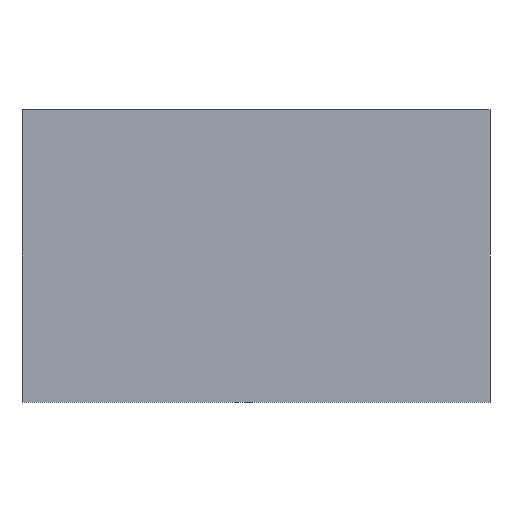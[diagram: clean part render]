
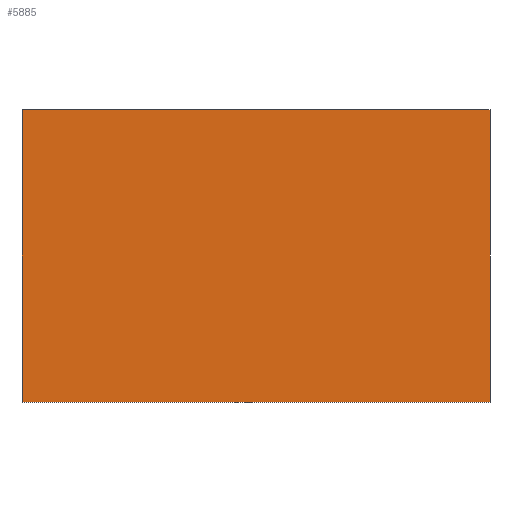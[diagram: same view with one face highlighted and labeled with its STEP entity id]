
A CAD part, front view. The second image highlights one B-rep face of the part: STEP entity #5885.
In plain terms, the highlighted face is planar.
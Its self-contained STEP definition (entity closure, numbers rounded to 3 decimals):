
#547=PLANE('',#6689);
#861=FACE_OUTER_BOUND('',#1276,.T.);
#1276=EDGE_LOOP('',(#5416,#5417,#5418,#5419));
#1850=LINE('',#10407,#2427);
#1851=LINE('',#10409,#2428);
#1852=LINE('',#10411,#2429);
#1853=LINE('',#10412,#2430);
#2427=VECTOR('',#8285,10.);
#2428=VECTOR('',#8286,10.);
#2429=VECTOR('',#8287,10.);
#2430=VECTOR('',#8288,10.);
#3107=VERTEX_POINT('',#10405);
#3108=VERTEX_POINT('',#10406);
#3109=VERTEX_POINT('',#10408);
#3110=VERTEX_POINT('',#10410);
#3878=EDGE_CURVE('',#3107,#3108,#1850,.T.);
#3879=EDGE_CURVE('',#3109,#3107,#1851,.T.);
#3880=EDGE_CURVE('',#3110,#3109,#1852,.T.);
#3881=EDGE_CURVE('',#3108,#3110,#1853,.T.);
#5416=ORIENTED_EDGE('',*,*,#3878,.F.);
#5417=ORIENTED_EDGE('',*,*,#3879,.F.);
#5418=ORIENTED_EDGE('',*,*,#3880,.F.);
#5419=ORIENTED_EDGE('',*,*,#3881,.F.);
#5885=ADVANCED_FACE('',(#861),#547,.T.);
#6689=AXIS2_PLACEMENT_3D('',#10404,#8283,#8284);
#8283=DIRECTION('center_axis',(0.,0.,-1.));
#8284=DIRECTION('ref_axis',(1.,0.,0.));
#8285=DIRECTION('',(0.,1.,0.));
#8286=DIRECTION('',(1.,0.,0.));
#8287=DIRECTION('',(0.,-1.,0.));
#8288=DIRECTION('',(-1.,0.,0.));
#10404=CARTESIAN_POINT('Origin',(600.,-375.,860.));
#10405=CARTESIAN_POINT('',(1200.,-750.,860.));
#10406=CARTESIAN_POINT('',(1200.,0.,860.));
#10407=CARTESIAN_POINT('',(1200.,-375.,860.));
#10408=CARTESIAN_POINT('',(0.,-750.,860.));
#10409=CARTESIAN_POINT('',(600.,-750.,860.));
#10410=CARTESIAN_POINT('',(0.,0.,860.));
#10411=CARTESIAN_POINT('',(0.,-375.,860.));
#10412=CARTESIAN_POINT('',(600.,0.,860.));
